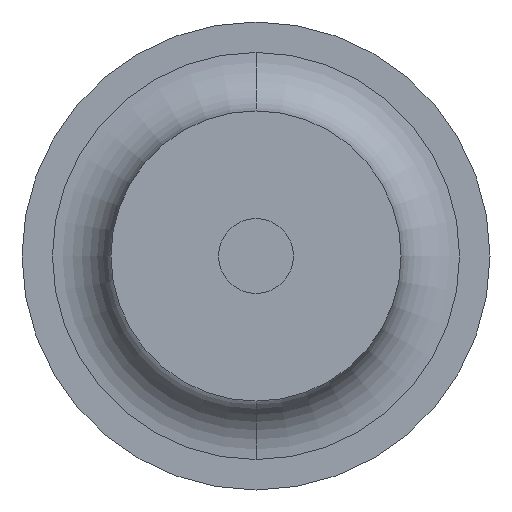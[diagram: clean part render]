
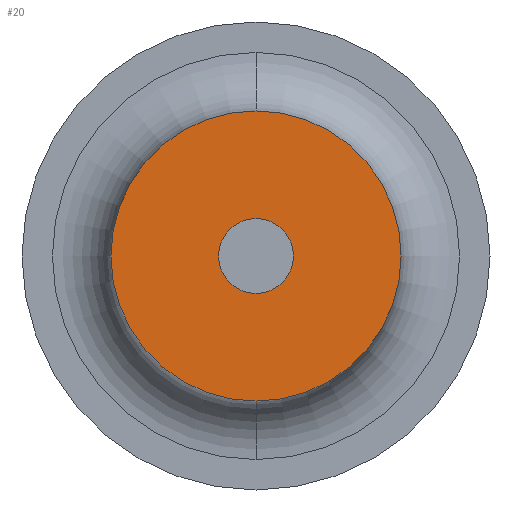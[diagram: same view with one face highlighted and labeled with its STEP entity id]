
A CAD part, front view. The second image highlights one B-rep face of the part: STEP entity #20.
In plain terms, the highlighted planar face has unit normal (0, -1, 0).
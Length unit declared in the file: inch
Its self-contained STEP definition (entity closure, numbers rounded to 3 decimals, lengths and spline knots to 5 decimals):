
#20 = ADVANCED_FACE ( 'NONE', ( #319, #322 ), #151, .F. ) ;
#58 = CARTESIAN_POINT ( 'NONE',  ( 0., 0., 0.155 ) ) ;
#60 = CARTESIAN_POINT ( 'NONE',  ( 0., 0., 0.04 ) ) ;
#70 = DIRECTION ( 'NONE',  ( 0., 0., -1. ) ) ;
#71 = DIRECTION ( 'NONE',  ( 0., -1., 0. ) ) ;
#72 = CARTESIAN_POINT ( 'NONE',  ( 0., 0., 0. ) ) ;
#74 = CARTESIAN_POINT ( 'NONE',  ( 0., 0., -0.04 ) ) ;
#78 = CARTESIAN_POINT ( 'NONE',  ( 0., 0., -0.155 ) ) ;
#98 = DIRECTION ( 'NONE',  ( 0., 0., -1. ) ) ;
#99 = DIRECTION ( 'NONE',  ( 0., -1., 0. ) ) ;
#100 = CARTESIAN_POINT ( 'NONE',  ( 0., 0., 0. ) ) ;
#113 = DIRECTION ( 'NONE',  ( 0., 0., -1. ) ) ;
#114 = DIRECTION ( 'NONE',  ( 0., -1., 0. ) ) ;
#115 = CARTESIAN_POINT ( 'NONE',  ( 0., 0., 0. ) ) ;
#121 = DIRECTION ( 'NONE',  ( 0., 0., -1. ) ) ;
#122 = DIRECTION ( 'NONE',  ( 0., -1., 0. ) ) ;
#123 = CARTESIAN_POINT ( 'NONE',  ( 0., 0., 0. ) ) ;
#148 = DIRECTION ( 'NONE',  ( 0., 0., 1. ) ) ;
#149 = DIRECTION ( 'NONE',  ( 0., 1., 0. ) ) ;
#151 = PLANE ( 'NONE',  #198 ) ;
#157 = CARTESIAN_POINT ( 'NONE',  ( 0., 0., 0. ) ) ;
#176 = EDGE_CURVE ( 'NONE', #293, #283, #333, .T. ) ;
#178 = EDGE_CURVE ( 'NONE', #283, #293, #336, .T. ) ;
#184 = EDGE_CURVE ( 'NONE', #291, #287, #343, .T. ) ;
#195 = EDGE_CURVE ( 'NONE', #287, #291, #357, .T. ) ;
#198 = AXIS2_PLACEMENT_3D ( 'NONE', #157, #149, #148 ) ;
#203 = AXIS2_PLACEMENT_3D ( 'NONE', #123, #122, #121 ) ;
#207 = AXIS2_PLACEMENT_3D ( 'NONE', #115, #114, #113 ) ;
#211 = AXIS2_PLACEMENT_3D ( 'NONE', #100, #99, #98 ) ;
#218 = AXIS2_PLACEMENT_3D ( 'NONE', #72, #71, #70 ) ;
#264 = ORIENTED_EDGE ( 'NONE', *, *, #176, .T. ) ;
#265 = ORIENTED_EDGE ( 'NONE', *, *, #178, .T. ) ;
#266 = ORIENTED_EDGE ( 'NONE', *, *, #184, .F. ) ;
#279 = ORIENTED_EDGE ( 'NONE', *, *, #195, .F. ) ;
#283 = VERTEX_POINT ( 'NONE', #78 ) ;
#287 = VERTEX_POINT ( 'NONE', #74 ) ;
#291 = VERTEX_POINT ( 'NONE', #60 ) ;
#293 = VERTEX_POINT ( 'NONE', #58 ) ;
#298 = EDGE_LOOP ( 'NONE', ( #279, #266 ) ) ;
#299 = EDGE_LOOP ( 'NONE', ( #265, #264 ) ) ;
#319 = FACE_BOUND ( 'NONE', #298, .T. ) ;
#322 = FACE_OUTER_BOUND ( 'NONE', #299, .T. ) ;
#333 = CIRCLE ( 'NONE', #203, 0.155 ) ;
#336 = CIRCLE ( 'NONE', #207, 0.155 ) ;
#343 = CIRCLE ( 'NONE', #211, 0.04 ) ;
#357 = CIRCLE ( 'NONE', #218, 0.04 ) ;
